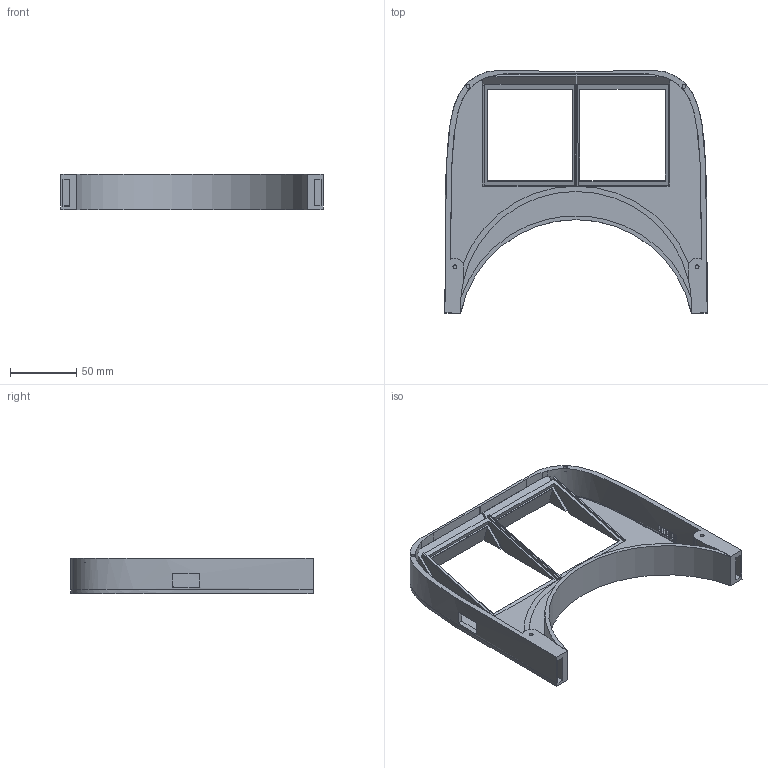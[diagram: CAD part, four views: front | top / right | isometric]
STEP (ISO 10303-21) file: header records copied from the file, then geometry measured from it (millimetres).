
FILE_DESCRIPTION(/* description */ (''),/* implementation_level */ '2;1');
FILE_NAME(/* name */ 'Proto v2 (not missaligned) v20.step',/* time_stamp */ '2023-02-02T12:50:55-06:00',/* author */ (''),/* organization */ (''),/* preprocessor_version */ 'ST-DEVELOPER v19.2',/* originating_system */ 'Autodesk Translation Framework v11.17.0.187',/* authorisation */ '');
FILE_SCHEMA (('AUTOMOTIVE_DESIGN { 1 0 10303 214 3 1 1 }'));
Length unit declared in the file: millimetre
Products named in the file (2): Proto v2 (not missaligned); Component7
Assembly tree (1 placements, depth 2):
  Proto v2 (not missaligned)
    Component7
Bounding box: 198.57 x 183.34 x 27 mm (x, y, z)
Volume: 135541.2 mm3; surface area: 94839.8 mm2
Topology: 2 solids, 2 shells, 862 faces, 2488 edges, 1648 vertices
Faces by surface type: plane 780, cylinder 60, bspline 22
Full cylindrical faces by diameter (mm): 3 x4, 4.529 x1
Entity records: 30916 total; most frequent: CARTESIAN_POINT 9670, ORIENTED_EDGE 4976, DIRECTION 3497, EDGE_CURVE 2488, VERTEX_POINT 1648, LINE 1615, VECTOR 1615, AXIS2_PLACEMENT_3D 941
